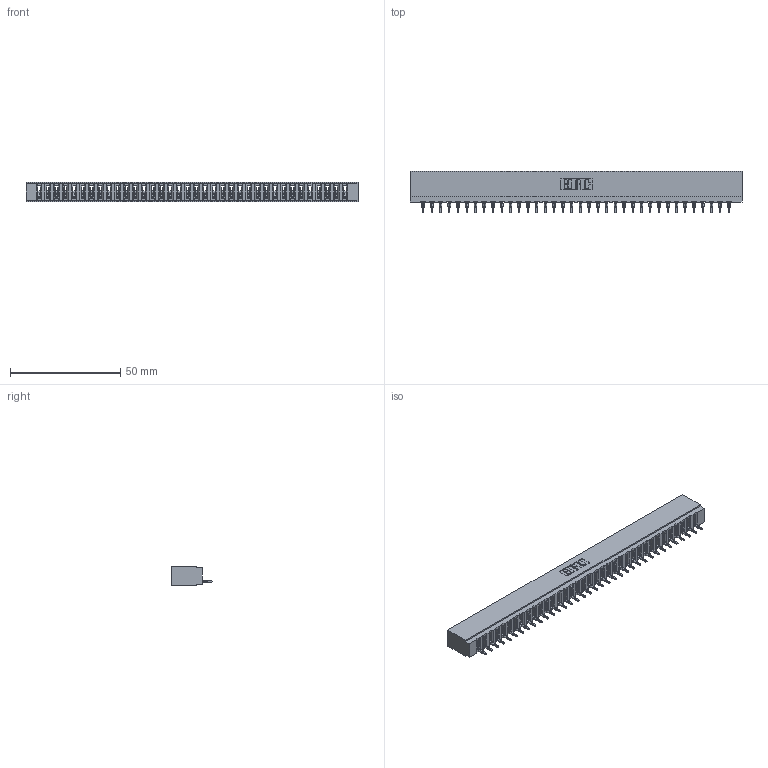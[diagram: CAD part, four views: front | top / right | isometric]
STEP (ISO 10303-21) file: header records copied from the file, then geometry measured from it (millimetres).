
FILE_DESCRIPTION (( 'STEP AP203' ), '1' );
FILE_NAME ('717-036-525-101.STEP', '2026-02-20T21:50:06', ( '' ), ( '' ), 'SwSTEP 2.0', 'SolidWorks 2023', '' );
FILE_SCHEMA (( 'CONFIG_CONTROL_DESIGN' ));
Length unit declared in the file: millimetre
Products named in the file (3): 745-292-001_525; 717-036-525-101; 717 Part_Insulator Option - 06
Assembly tree (37 placements, depth 2):
  717-036-525-101
    717 Part_Insulator Option - 06
    745-292-001_525  x36
Bounding box: 150.52 x 18.78 x 8.89 mm (x, y, z)
Volume: 12704.5 mm3; surface area: 17673.8 mm2
Topology: 37 solids, 37 shells, 4162 faces, 11447 edges, 7222 vertices
Faces by surface type: plane 2502, cylinder 724, bspline 720, torus 216
Entity records: 61393 total; most frequent: CARTESIAN_POINT 11325, ORIENTED_EDGE 10784, DIRECTION 9348, EDGE_CURVE 5392, LINE 4994, VECTOR 4994, VERTEX_POINT 3442, AXIS2_PLACEMENT_3D 2177
